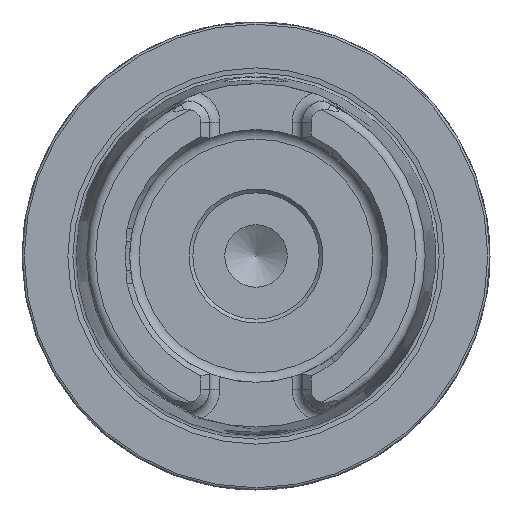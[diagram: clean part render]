
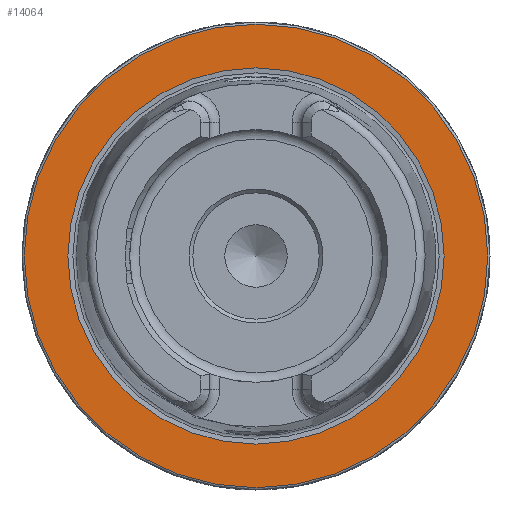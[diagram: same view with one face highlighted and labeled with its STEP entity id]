
A CAD part, left-side view. The second image highlights one B-rep face of the part: STEP entity #14064.
In plain terms, the highlighted planar face has unit normal (-1, 0, 0).
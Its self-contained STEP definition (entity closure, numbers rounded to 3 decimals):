
#221 = DIRECTION ( 'NONE',  ( 1., 0., 0. ) ) ;
#1844 = VERTEX_POINT ( 'NONE', #3161 ) ;
#1885 = DIRECTION ( 'NONE',  ( -1., 0., 0. ) ) ;
#1970 = EDGE_LOOP ( 'NONE', ( #8229 ) ) ;
#2242 = FACE_OUTER_BOUND ( 'NONE', #8142, .T. ) ;
#2733 = CIRCLE ( 'NONE', #10401, 25.324 ) ;
#3161 = CARTESIAN_POINT ( 'NONE',  ( 0., 0., 31.2 ) ) ;
#3638 = DIRECTION ( 'NONE',  ( 0., 0., -1. ) ) ;
#3788 = PLANE ( 'NONE',  #5222 ) ;
#4427 = FACE_BOUND ( 'NONE', #1970, .T. ) ;
#5222 = AXIS2_PLACEMENT_3D ( 'NONE', #11851, #221, #3638 ) ;
#6504 = CARTESIAN_POINT ( 'NONE',  ( 0., 0., 0. ) ) ;
#7723 = CARTESIAN_POINT ( 'NONE',  ( 0., 0., 25.324 ) ) ;
#7794 = CIRCLE ( 'NONE', #14203, 31.2 ) ;
#7838 = CARTESIAN_POINT ( 'NONE',  ( 0., 0., 0. ) ) ;
#8142 = EDGE_LOOP ( 'NONE', ( #12809 ) ) ;
#8212 = EDGE_CURVE ( 'NONE', #1844, #1844, #7794, .T. ) ;
#8229 = ORIENTED_EDGE ( 'NONE', *, *, #11402, .F. ) ;
#8567 = VERTEX_POINT ( 'NONE', #7723 ) ;
#8957 = DIRECTION ( 'NONE',  ( 0., 0., 1. ) ) ;
#10401 = AXIS2_PLACEMENT_3D ( 'NONE', #6504, #12156, #12262 ) ;
#11402 = EDGE_CURVE ( 'NONE', #8567, #8567, #2733, .T. ) ;
#11851 = CARTESIAN_POINT ( 'NONE',  ( 0., 31.2, 0. ) ) ;
#12156 = DIRECTION ( 'NONE',  ( -1., 0., 0. ) ) ;
#12262 = DIRECTION ( 'NONE',  ( 0., 0., 1. ) ) ;
#12809 = ORIENTED_EDGE ( 'NONE', *, *, #8212, .T. ) ;
#14064 = ADVANCED_FACE ( 'NONE', ( #4427, #2242 ), #3788, .F. ) ;
#14203 = AXIS2_PLACEMENT_3D ( 'NONE', #7838, #1885, #8957 ) ;
